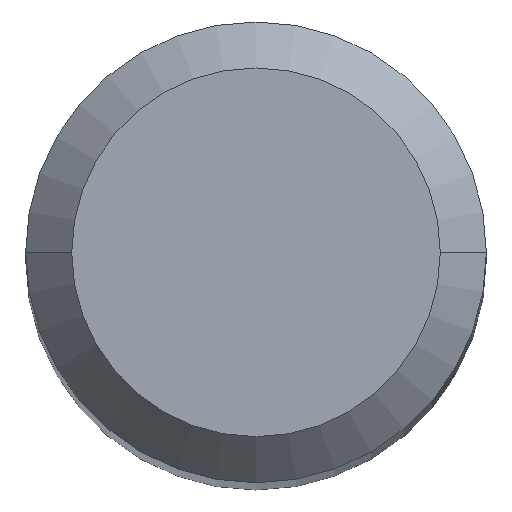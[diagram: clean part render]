
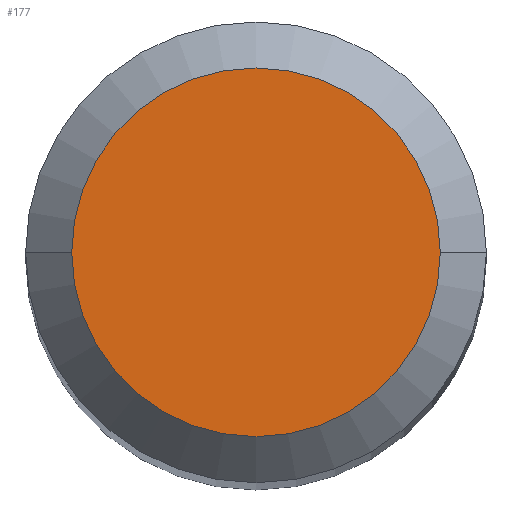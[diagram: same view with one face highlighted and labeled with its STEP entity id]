
A CAD part, top view. The second image highlights one B-rep face of the part: STEP entity #177.
In plain terms, the highlighted planar face has unit normal (0, 0, 1).
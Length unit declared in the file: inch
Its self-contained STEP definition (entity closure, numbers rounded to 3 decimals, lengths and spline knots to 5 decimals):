
#4 = ORIENTED_EDGE ( 'NONE', *, *, #130, .T. ) ;
#68 = EDGE_CURVE ( 'NONE', #142, #109, #406, .T. ) ;
#72 = DIRECTION ( 'NONE',  ( 0., 0., 1. ) ) ;
#109 = VERTEX_POINT ( 'NONE', #286 ) ;
#130 = EDGE_CURVE ( 'NONE', #109, #142, #334, .T. ) ;
#142 = VERTEX_POINT ( 'NONE', #462 ) ;
#156 = FACE_OUTER_BOUND ( 'NONE', #162, .T. ) ;
#162 = EDGE_LOOP ( 'NONE', ( #226, #4 ) ) ;
#166 = CARTESIAN_POINT ( 'NONE',  ( 0., 0., 0. ) ) ;
#172 = AXIS2_PLACEMENT_3D ( 'NONE', #166, #72, #458 ) ;
#177 = ADVANCED_FACE ( 'NONE', ( #156 ), #198, .F. ) ;
#198 = PLANE ( 'NONE',  #209 ) ;
#202 = DIRECTION ( 'NONE',  ( -1., 0., 0. ) ) ;
#209 = AXIS2_PLACEMENT_3D ( 'NONE', #280, #419, #202 ) ;
#226 = ORIENTED_EDGE ( 'NONE', *, *, #68, .T. ) ;
#277 = DIRECTION ( 'NONE',  ( 0., 0., 1. ) ) ;
#280 = CARTESIAN_POINT ( 'NONE',  ( 0., 0., 0. ) ) ;
#286 = CARTESIAN_POINT ( 'NONE',  ( 0.05, 0., 0. ) ) ;
#334 = CIRCLE ( 'NONE', #461, 0.05 ) ;
#357 = CARTESIAN_POINT ( 'NONE',  ( 0., 0., 0. ) ) ;
#406 = CIRCLE ( 'NONE', #172, 0.05 ) ;
#415 = DIRECTION ( 'NONE',  ( 1., 0., 0. ) ) ;
#419 = DIRECTION ( 'NONE',  ( 0., 0., -1. ) ) ;
#458 = DIRECTION ( 'NONE',  ( 1., 0., 0. ) ) ;
#461 = AXIS2_PLACEMENT_3D ( 'NONE', #357, #277, #415 ) ;
#462 = CARTESIAN_POINT ( 'NONE',  ( -0.05, 0., 0. ) ) ;
